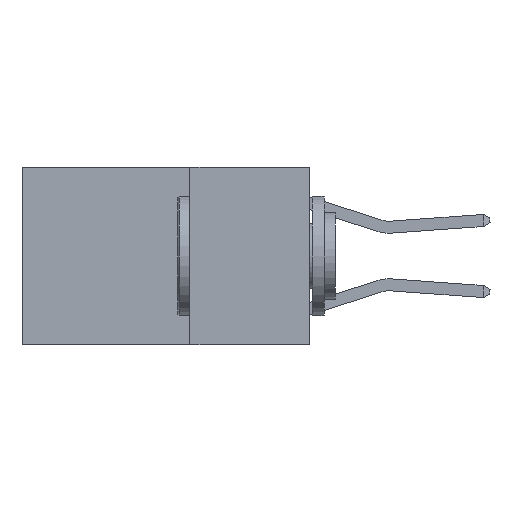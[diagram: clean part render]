
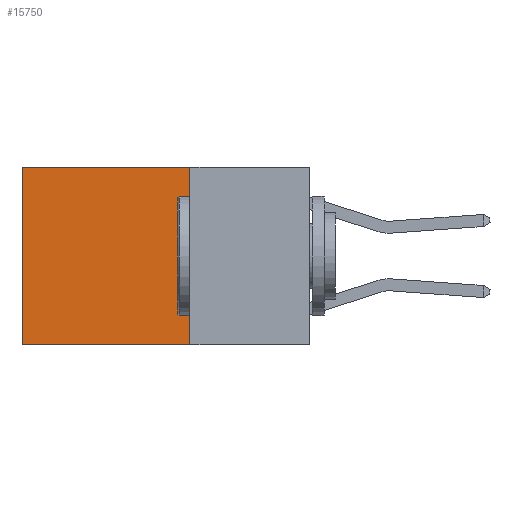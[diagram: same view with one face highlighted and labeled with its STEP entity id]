
A CAD part, left-side view. The second image highlights one B-rep face of the part: STEP entity #15750.
In plain terms, the highlighted planar face has unit normal (-1, 0, 0).
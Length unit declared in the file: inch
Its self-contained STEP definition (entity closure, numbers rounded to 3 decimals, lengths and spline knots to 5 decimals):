
#699 = VECTOR ( 'NONE', #15892, 39.37008 ) ;
#2690 = ORIENTED_EDGE ( 'NONE', *, *, #9714, .F. ) ;
#2795 = VERTEX_POINT ( 'NONE', #12491 ) ;
#3081 = EDGE_CURVE ( 'NONE', #18132, #14131, #21935, .T. ) ;
#3882 = CARTESIAN_POINT ( 'NONE',  ( 0.2625, 0.6, 0. ) ) ;
#5577 = DIRECTION ( 'NONE',  ( 0., 1., 0. ) ) ;
#5951 = VECTOR ( 'NONE', #5577, 39.37008 ) ;
#6573 = EDGE_CURVE ( 'NONE', #14131, #7027, #16835, .T. ) ;
#7027 = VERTEX_POINT ( 'NONE', #8669 ) ;
#7119 = CARTESIAN_POINT ( 'NONE',  ( 0.2625, 0.25, -0.37 ) ) ;
#7299 = ORIENTED_EDGE ( 'NONE', *, *, #6573, .T. ) ;
#7379 = DIRECTION ( 'NONE',  ( 0., 0., -1. ) ) ;
#8088 = ORIENTED_EDGE ( 'NONE', *, *, #3081, .T. ) ;
#8669 = CARTESIAN_POINT ( 'NONE',  ( 0.2625, 0.6, -0.37 ) ) ;
#8959 = CARTESIAN_POINT ( 'NONE',  ( 0.2625, 0.25, 0. ) ) ;
#9714 = EDGE_CURVE ( 'NONE', #2795, #7027, #21913, .T. ) ;
#10768 = DIRECTION ( 'NONE',  ( 0., 0., -1. ) ) ;
#11366 = VECTOR ( 'NONE', #14268, 39.37008 ) ;
#11897 = AXIS2_PLACEMENT_3D ( 'NONE', #8959, #16378, #10768 ) ;
#12491 = CARTESIAN_POINT ( 'NONE',  ( 0.2625, 0.25, -0.37 ) ) ;
#12577 = CARTESIAN_POINT ( 'NONE',  ( 0.2625, 0.25, 0. ) ) ;
#14131 = VERTEX_POINT ( 'NONE', #16836 ) ;
#14268 = DIRECTION ( 'NONE',  ( 0., 1., 0. ) ) ;
#14546 = PLANE ( 'NONE',  #11897 ) ;
#15750 = ADVANCED_FACE ( 'NONE', ( #16129 ), #14546, .F. ) ;
#15892 = DIRECTION ( 'NONE',  ( 0., 0., -1. ) ) ;
#16129 = FACE_OUTER_BOUND ( 'NONE', #18790, .T. ) ;
#16378 = DIRECTION ( 'NONE',  ( 1., 0., 0. ) ) ;
#16835 = LINE ( 'NONE', #3882, #20245 ) ;
#16836 = CARTESIAN_POINT ( 'NONE',  ( 0.2625, 0.6, 0. ) ) ;
#17952 = CARTESIAN_POINT ( 'NONE',  ( 0.2625, 0.25, 0. ) ) ;
#18132 = VERTEX_POINT ( 'NONE', #22454 ) ;
#18790 = EDGE_LOOP ( 'NONE', ( #7299, #2690, #21222, #8088 ) ) ;
#20245 = VECTOR ( 'NONE', #7379, 39.37008 ) ;
#21222 = ORIENTED_EDGE ( 'NONE', *, *, #23581, .F. ) ;
#21349 = LINE ( 'NONE', #17952, #699 ) ;
#21913 = LINE ( 'NONE', #7119, #11366 ) ;
#21935 = LINE ( 'NONE', #12577, #5951 ) ;
#22454 = CARTESIAN_POINT ( 'NONE',  ( 0.2625, 0.25, 0. ) ) ;
#23581 = EDGE_CURVE ( 'NONE', #18132, #2795, #21349, .T. ) ;
